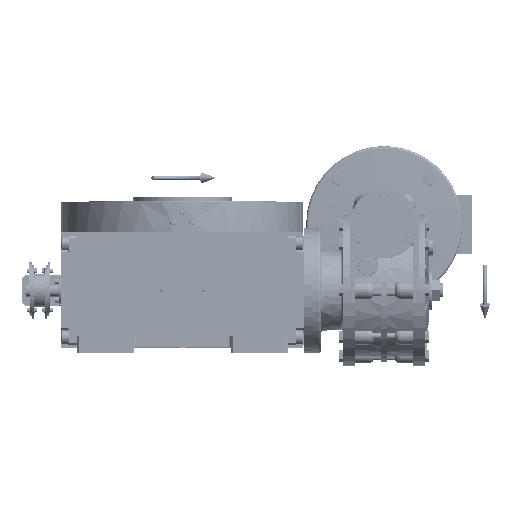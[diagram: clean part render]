
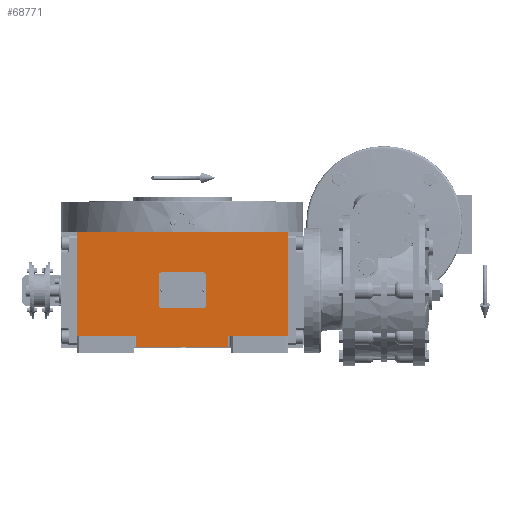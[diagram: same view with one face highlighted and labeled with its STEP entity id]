
A CAD part, top view. The second image highlights one B-rep face of the part: STEP entity #68771.
In plain terms, the highlighted planar face has unit normal (0, 0, 1).
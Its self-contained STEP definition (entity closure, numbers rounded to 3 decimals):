
#5516 = DIRECTION ( 'NONE',  ( 1., 0., 0. ) ) ;
#6521 = ORIENTED_EDGE ( 'NONE', *, *, #21335, .F. ) ;
#7709 = CARTESIAN_POINT ( 'NONE',  ( 59., -73., 226. ) ) ;
#7711 = VERTEX_POINT ( 'NONE', #7709 ) ;
#8842 = AXIS2_PLACEMENT_3D ( 'NONE', #38816, #145364, #37938 ) ;
#10173 = DIRECTION ( 'NONE',  ( 1., 0., 0. ) ) ;
#11165 = VERTEX_POINT ( 'NONE', #83828 ) ;
#11247 = PLANE ( 'NONE',  #8842 ) ;
#15450 = LINE ( 'NONE', #59784, #34840 ) ;
#21335 = EDGE_CURVE ( 'NONE', #82695, #136814, #15450, .T. ) ;
#22640 = CARTESIAN_POINT ( 'NONE',  ( -59., -73., 226. ) ) ;
#23094 = ORIENTED_EDGE ( 'NONE', *, *, #149604, .F. ) ;
#23212 = CARTESIAN_POINT ( 'NONE',  ( -135., 75., 226. ) ) ;
#28232 = DIRECTION ( 'NONE',  ( 0., 1., 0. ) ) ;
#30340 = DIRECTION ( 'NONE',  ( 1., 0., 0. ) ) ;
#32413 = VECTOR ( 'NONE', #28232, 1000. ) ;
#32970 = VECTOR ( 'NONE', #173294, 1000. ) ;
#33959 = CARTESIAN_POINT ( 'NONE',  ( 59., -59., 226. ) ) ;
#34840 = VECTOR ( 'NONE', #73097, 1000. ) ;
#37938 = DIRECTION ( 'NONE',  ( 1., 0., 0. ) ) ;
#38816 = CARTESIAN_POINT ( 'NONE',  ( -135., -73., 226. ) ) ;
#42801 = LINE ( 'NONE', #54330, #90981 ) ;
#47156 = CARTESIAN_POINT ( 'NONE',  ( -135., -59., 226. ) ) ;
#49647 = EDGE_LOOP ( 'NONE', ( #78498, #168363, #117447, #74507, #23094, #6521, #113504, #84847 ) ) ;
#49915 = CARTESIAN_POINT ( 'NONE',  ( 135., 75., 226. ) ) ;
#53473 = VECTOR ( 'NONE', #5516, 1000. ) ;
#54330 = CARTESIAN_POINT ( 'NONE',  ( -135., 75., 226. ) ) ;
#59784 = CARTESIAN_POINT ( 'NONE',  ( -135., -59., 226. ) ) ;
#60411 = EDGE_CURVE ( 'NONE', #82695, #108180, #78322, .T. ) ;
#66551 = EDGE_CURVE ( 'NONE', #145166, #11165, #168844, .T. ) ;
#67288 = LINE ( 'NONE', #124962, #32413 ) ;
#68190 = VECTOR ( 'NONE', #105468, 1000. ) ;
#68771 = ADVANCED_FACE ( 'NONE', ( #132025 ), #11247, .T. ) ;
#70327 = VERTEX_POINT ( 'NONE', #49915 ) ;
#73097 = DIRECTION ( 'NONE',  ( 0., 1., 0. ) ) ;
#74194 = EDGE_CURVE ( 'NONE', #11165, #70327, #67288, .T. ) ;
#74507 = ORIENTED_EDGE ( 'NONE', *, *, #74194, .T. ) ;
#78322 = LINE ( 'NONE', #90769, #32970 ) ;
#78498 = ORIENTED_EDGE ( 'NONE', *, *, #166645, .T. ) ;
#79360 = DIRECTION ( 'NONE',  ( 0., -1., 0. ) ) ;
#82695 = VERTEX_POINT ( 'NONE', #47156 ) ;
#83378 = EDGE_CURVE ( 'NONE', #84708, #108180, #131236, .T. ) ;
#83828 = CARTESIAN_POINT ( 'NONE',  ( 135., -59., 226. ) ) ;
#84708 = VERTEX_POINT ( 'NONE', #102687 ) ;
#84847 = ORIENTED_EDGE ( 'NONE', *, *, #83378, .F. ) ;
#90769 = CARTESIAN_POINT ( 'NONE',  ( -135., -59., 226. ) ) ;
#90981 = VECTOR ( 'NONE', #30340, 1000. ) ;
#102687 = CARTESIAN_POINT ( 'NONE',  ( -59., -73., 226. ) ) ;
#102696 = CARTESIAN_POINT ( 'NONE',  ( -59., -59., 226. ) ) ;
#105468 = DIRECTION ( 'NONE',  ( 0., 1., 0. ) ) ;
#108180 = VERTEX_POINT ( 'NONE', #102696 ) ;
#113504 = ORIENTED_EDGE ( 'NONE', *, *, #60411, .T. ) ;
#116553 = VECTOR ( 'NONE', #79360, 1000. ) ;
#117447 = ORIENTED_EDGE ( 'NONE', *, *, #66551, .T. ) ;
#118197 = CARTESIAN_POINT ( 'NONE',  ( 59., -59., 226. ) ) ;
#119693 = CARTESIAN_POINT ( 'NONE',  ( -59., -73., 226. ) ) ;
#124962 = CARTESIAN_POINT ( 'NONE',  ( 135., -59., 226. ) ) ;
#131236 = LINE ( 'NONE', #119693, #68190 ) ;
#132025 = FACE_OUTER_BOUND ( 'NONE', #49647, .T. ) ;
#136020 = VECTOR ( 'NONE', #10173, 1000. ) ;
#136814 = VERTEX_POINT ( 'NONE', #23212 ) ;
#138319 = EDGE_CURVE ( 'NONE', #145166, #7711, #166034, .T. ) ;
#145166 = VERTEX_POINT ( 'NONE', #118197 ) ;
#145364 = DIRECTION ( 'NONE',  ( 0., 0., 1. ) ) ;
#146913 = LINE ( 'NONE', #22640, #136020 ) ;
#149604 = EDGE_CURVE ( 'NONE', #136814, #70327, #42801, .T. ) ;
#164298 = CARTESIAN_POINT ( 'NONE',  ( 59., -59., 226. ) ) ;
#166034 = LINE ( 'NONE', #164298, #116553 ) ;
#166645 = EDGE_CURVE ( 'NONE', #84708, #7711, #146913, .T. ) ;
#168363 = ORIENTED_EDGE ( 'NONE', *, *, #138319, .F. ) ;
#168844 = LINE ( 'NONE', #33959, #53473 ) ;
#173294 = DIRECTION ( 'NONE',  ( 1., 0., 0. ) ) ;
